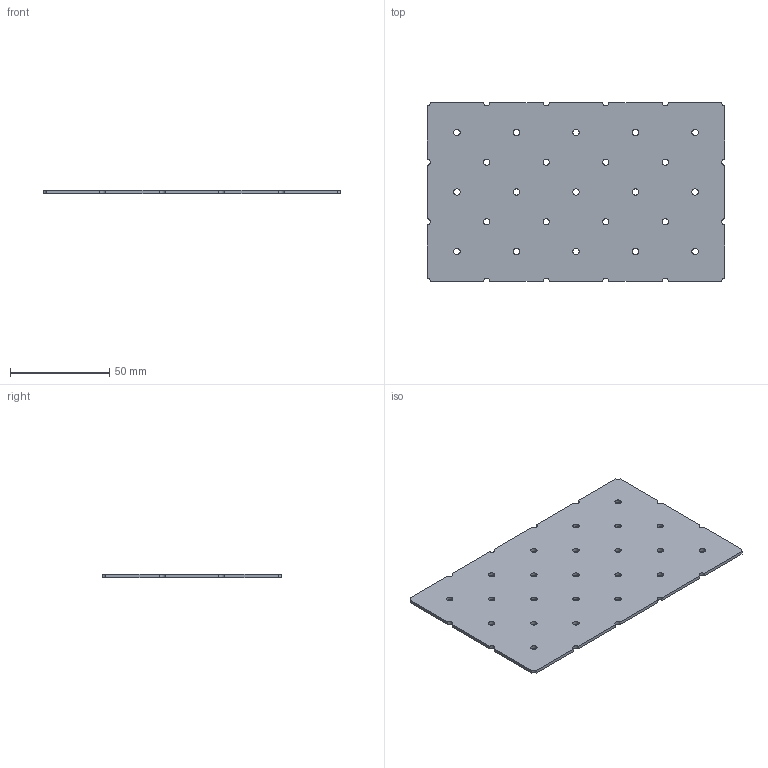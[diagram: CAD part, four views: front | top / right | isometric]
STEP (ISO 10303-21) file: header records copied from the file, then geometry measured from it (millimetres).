
FILE_DESCRIPTION(('KiCad electronic assembly'),'2;1');
FILE_NAME('staging-plate-small.step','2025-03-13T14:38:07',('Pcbnew'),( 'Kicad'),'Open CASCADE STEP processor 7.5','KiCad to STEP converter' ,'Unknown');
FILE_SCHEMA(('AUTOMOTIVE_DESIGN { 1 0 10303 214 1 1 1 1 }'));
Length unit declared in the file: millimetre
Products named in the file (2): staging-plate-small 1; staging-plate-small PCB
Assembly tree (1 placements, depth 2):
  staging-plate-small 1
    staging-plate-small PCB
Bounding box: 149.8 x 89.8 x 1.59 mm (x, y, z)
Volume: 21012.8 mm3; surface area: 27587.6 mm2
Topology: 1 solids, 1 shells, 57 faces, 165 edges, 110 vertices
Faces by surface type: cylinder 39, plane 18
Full cylindrical faces by diameter (mm): 3.2 x23
Entity records: 4201 total; most frequent: DIRECTION 691, CARTESIAN_POINT 664, LINE 339, VECTOR 339, ORIENTED_EDGE 330, PCURVE 330, DEFINITIONAL_REPRESENTATION 330, EDGE_CURVE 165
